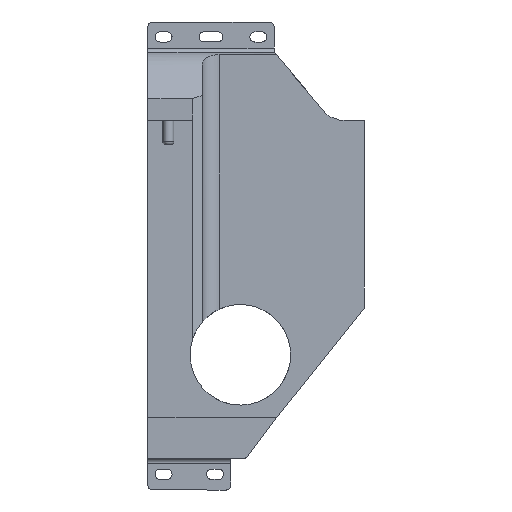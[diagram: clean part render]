
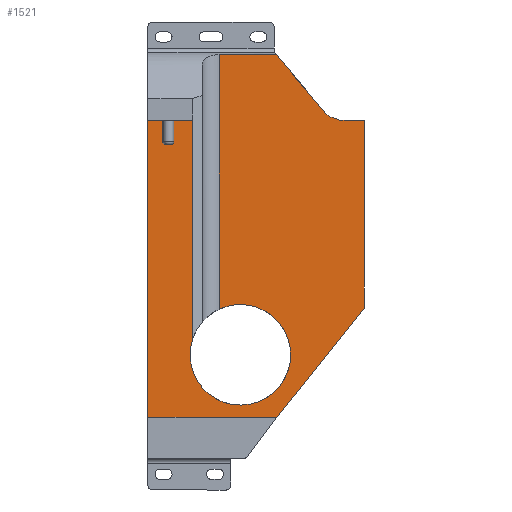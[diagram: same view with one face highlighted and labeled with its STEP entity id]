
A CAD part, left-side view. The second image highlights one B-rep face of the part: STEP entity #1521.
In plain terms, the highlighted planar face has unit normal (-1, 0, 0).
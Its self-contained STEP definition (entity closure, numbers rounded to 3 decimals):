
#73=PLANE('',#1685);
#134=FACE_OUTER_BOUND('',#223,.T.);
#223=EDGE_LOOP('',(#1173,#1174,#1175,#1176,#1177,#1178,#1179,#1180,#1181,
#1182,#1183,#1184,#1185,#1186));
#308=CIRCLE('',#1686,20.75);
#309=CIRCLE('',#1687,5.);
#310=CIRCLE('',#1688,20.75);
#383=LINE('',#2505,#537);
#387=LINE('',#2515,#541);
#393=LINE('',#2528,#547);
#399=LINE('',#2539,#553);
#403=LINE('',#2554,#557);
#404=LINE('',#2555,#558);
#405=LINE('',#2557,#559);
#406=LINE('',#2559,#560);
#407=LINE('',#2561,#561);
#408=LINE('',#2564,#562);
#409=LINE('',#2566,#563);
#537=VECTOR('',#1897,10.);
#541=VECTOR('',#1905,10.);
#547=VECTOR('',#1913,10.);
#553=VECTOR('',#1923,10.);
#557=VECTOR('',#1937,10.);
#558=VECTOR('',#1938,10.);
#559=VECTOR('',#1939,10.);
#560=VECTOR('',#1940,10.);
#561=VECTOR('',#1941,10.);
#562=VECTOR('',#1944,10.);
#563=VECTOR('',#1945,10.);
#703=VERTEX_POINT('',#2489);
#704=VERTEX_POINT('',#2504);
#707=VERTEX_POINT('',#2512);
#708=VERTEX_POINT('',#2514);
#713=VERTEX_POINT('',#2525);
#714=VERTEX_POINT('',#2527);
#721=VERTEX_POINT('',#2550);
#722=VERTEX_POINT('',#2551);
#723=VERTEX_POINT('',#2553);
#724=VERTEX_POINT('',#2556);
#725=VERTEX_POINT('',#2558);
#726=VERTEX_POINT('',#2560);
#727=VERTEX_POINT('',#2562);
#728=VERTEX_POINT('',#2565);
#868=EDGE_CURVE('',#703,#704,#383,.T.);
#873=EDGE_CURVE('',#708,#707,#387,.T.);
#879=EDGE_CURVE('',#714,#713,#393,.T.);
#885=EDGE_CURVE('',#714,#707,#399,.T.);
#891=EDGE_CURVE('',#721,#722,#308,.T.);
#892=EDGE_CURVE('',#721,#723,#403,.T.);
#893=EDGE_CURVE('',#723,#708,#404,.T.);
#894=EDGE_CURVE('',#724,#713,#405,.T.);
#895=EDGE_CURVE('',#725,#724,#406,.T.);
#896=EDGE_CURVE('',#725,#726,#407,.F.);
#897=EDGE_CURVE('',#727,#726,#309,.T.);
#898=EDGE_CURVE('',#727,#704,#408,.T.);
#899=EDGE_CURVE('',#728,#703,#409,.T.);
#900=EDGE_CURVE('',#722,#728,#310,.T.);
#1173=ORIENTED_EDGE('',*,*,#891,.F.);
#1174=ORIENTED_EDGE('',*,*,#892,.T.);
#1175=ORIENTED_EDGE('',*,*,#893,.T.);
#1176=ORIENTED_EDGE('',*,*,#873,.T.);
#1177=ORIENTED_EDGE('',*,*,#885,.F.);
#1178=ORIENTED_EDGE('',*,*,#879,.T.);
#1179=ORIENTED_EDGE('',*,*,#894,.F.);
#1180=ORIENTED_EDGE('',*,*,#895,.F.);
#1181=ORIENTED_EDGE('',*,*,#896,.T.);
#1182=ORIENTED_EDGE('',*,*,#897,.F.);
#1183=ORIENTED_EDGE('',*,*,#898,.T.);
#1184=ORIENTED_EDGE('',*,*,#868,.F.);
#1185=ORIENTED_EDGE('',*,*,#899,.F.);
#1186=ORIENTED_EDGE('',*,*,#900,.F.);
#1521=ADVANCED_FACE('',(#134),#73,.F.);
#1685=AXIS2_PLACEMENT_3D('',#2549,#1933,#1934);
#1686=AXIS2_PLACEMENT_3D('',#2552,#1935,#1936);
#1687=AXIS2_PLACEMENT_3D('',#2563,#1942,#1943);
#1688=AXIS2_PLACEMENT_3D('',#2567,#1946,#1947);
#1897=DIRECTION('',(0.,-1.,0.));
#1905=DIRECTION('',(0.,0.,-1.));
#1913=DIRECTION('',(0.,-0.625,0.78));
#1923=DIRECTION('',(0.,1.,0.));
#1933=DIRECTION('center_axis',(1.,0.,0.));
#1934=DIRECTION('ref_axis',(0.,0.,-1.));
#1935=DIRECTION('center_axis',(-1.,0.,0.));
#1936=DIRECTION('ref_axis',(0.,0.,-1.));
#1937=DIRECTION('',(0.,0.,1.));
#1938=DIRECTION('',(0.,1.,0.));
#1939=DIRECTION('',(0.,0.,-1.));
#1940=DIRECTION('',(0.,-1.,0.));
#1941=DIRECTION('',(0.,-0.944,-0.33));
#1942=DIRECTION('center_axis',(-1.,0.,0.));
#1943=DIRECTION('ref_axis',(0.,0.568,-0.823));
#1944=DIRECTION('',(0.,0.644,0.765));
#1945=DIRECTION('',(0.,0.,1.));
#1946=DIRECTION('center_axis',(-1.,0.,0.));
#1947=DIRECTION('ref_axis',(0.,0.,-1.));
#2489=CARTESIAN_POINT('',(359.073,11.483,84.402));
#2504=CARTESIAN_POINT('',(359.073,-12.147,84.402));
#2505=CARTESIAN_POINT('',(359.073,40.928,84.402));
#2512=CARTESIAN_POINT('',(359.073,40.928,-65.111));
#2514=CARTESIAN_POINT('',(359.073,40.928,57.441));
#2515=CARTESIAN_POINT('',(359.073,40.928,-60.111));
#2525=CARTESIAN_POINT('',(359.073,-48.351,-20.089));
#2527=CARTESIAN_POINT('',(359.073,-12.269,-65.111));
#2528=CARTESIAN_POINT('',(359.073,-12.269,-65.111));
#2539=CARTESIAN_POINT('',(359.073,-12.269,-65.111));
#2549=CARTESIAN_POINT('Origin',(359.073,12.288,0.584));
#2550=CARTESIAN_POINT('',(359.073,22.483,-32.994));
#2551=CARTESIAN_POINT('',(359.073,2.734,-18.611));
#2552=CARTESIAN_POINT('Origin',(359.073,2.734,-39.361));
#2553=CARTESIAN_POINT('',(359.073,22.483,57.441));
#2554=CARTESIAN_POINT('',(359.073,22.483,-38.273));
#2555=CARTESIAN_POINT('',(359.073,-17.031,57.441));
#2556=CARTESIAN_POINT('',(359.073,-48.351,57.441));
#2557=CARTESIAN_POINT('',(359.073,-48.351,57.441));
#2558=CARTESIAN_POINT('',(359.073,-38.351,57.441));
#2559=CARTESIAN_POINT('',(359.073,-38.351,57.441));
#2560=CARTESIAN_POINT('',(359.073,-34.644,58.738));
#2561=CARTESIAN_POINT('',(359.073,-13.409,66.171));
#2562=CARTESIAN_POINT('',(359.073,-32.469,60.239));
#2563=CARTESIAN_POINT('Origin',(359.073,-36.296,63.458));
#2564=CARTESIAN_POINT('',(359.073,-33.351,59.191));
#2565=CARTESIAN_POINT('',(359.073,11.483,-20.545));
#2566=CARTESIAN_POINT('',(359.073,11.483,-38.273));
#2567=CARTESIAN_POINT('Origin',(359.073,2.734,-39.361));
